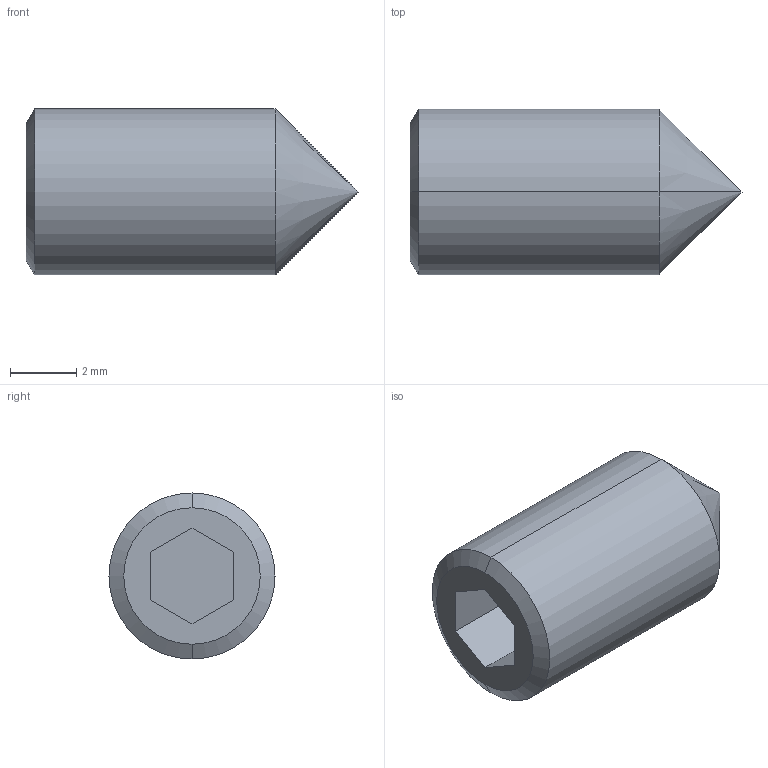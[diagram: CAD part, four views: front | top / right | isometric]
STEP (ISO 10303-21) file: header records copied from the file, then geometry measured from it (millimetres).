
FILE_DESCRIPTION (( 'STEP AP214' ), '1' );
FILE_NAME ('socket set screw cone point_bsi.step', '2019-11-11T12:30:18', ( '' ), ( '' ), 'SwSTEP 2.0', 'SolidWorks 2019', '' );
FILE_SCHEMA (( 'AUTOMOTIVE_DESIGN' ));
Length unit declared in the file: millimetre
Products named in the file (1): socket set screw cone point_bsi
Bounding box: 10 x 5 x 5 mm (x, y, z)
Volume: 146.5 mm3; surface area: 188.1 mm2
Topology: 1 solids, 1 shells, 14 faces, 32 edges, 19 vertices
Faces by surface type: plane 8, cone 4, cylinder 2
Entity records: 410 total; most frequent: DIRECTION 66, CARTESIAN_POINT 64, ORIENTED_EDGE 60, EDGE_CURVE 30, VECTOR 24, LINE 24, AXIS2_PLACEMENT_3D 21, VERTEX_POINT 19
